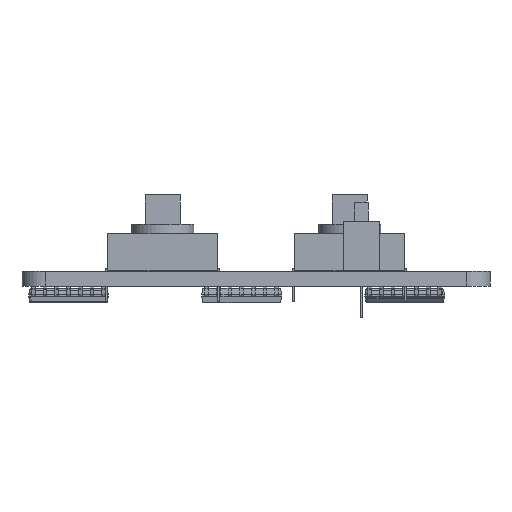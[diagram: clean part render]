
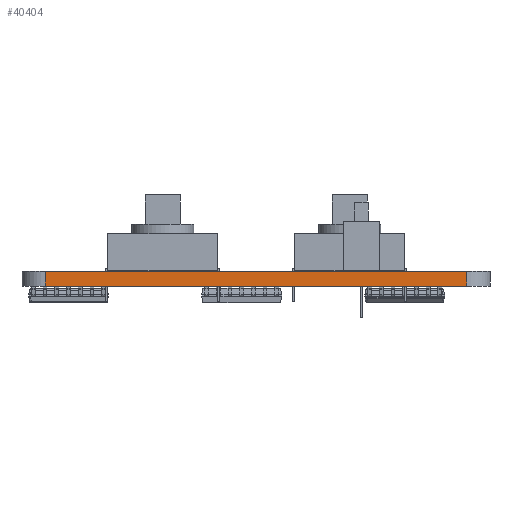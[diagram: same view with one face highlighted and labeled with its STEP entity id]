
A CAD part, left-side view. The second image highlights one B-rep face of the part: STEP entity #40404.
In plain terms, the highlighted planar face has unit normal (-1, 0, 0).
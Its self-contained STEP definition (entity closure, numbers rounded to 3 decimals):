
#33204 = PLANE('',#33205);
#33205 = AXIS2_PLACEMENT_3D('',#33206,#33207,#33208);
#33206 = CARTESIAN_POINT('',(114.918,-92.184,1.6));
#33207 = DIRECTION('',(-0.,-0.,-1.));
#33208 = DIRECTION('',(-1.,0.,0.));
#33263 = PLANE('',#33264);
#33264 = AXIS2_PLACEMENT_3D('',#33265,#33266,#33267);
#33265 = CARTESIAN_POINT('',(114.918,-92.184,0.));
#33266 = DIRECTION('',(-0.,-0.,-1.));
#33267 = DIRECTION('',(-1.,0.,0.));
#33859 = VERTEX_POINT('',#33860);
#33860 = CARTESIAN_POINT('',(81.044,-115.044,0.));
#33879 = CYLINDRICAL_SURFACE('',#33880,2.54);
#33880 = AXIS2_PLACEMENT_3D('',#33881,#33882,#33883);
#33881 = CARTESIAN_POINT('',(83.584,-115.044,0.));
#33882 = DIRECTION('',(-0.,-0.,-1.));
#33883 = DIRECTION('',(1.,0.,-0.));
#33891 = EDGE_CURVE('',#33859,#33892,#33894,.T.);
#33892 = VERTEX_POINT('',#33893);
#33893 = CARTESIAN_POINT('',(81.044,-69.324,0.));
#33894 = SURFACE_CURVE('',#33895,(#33899,#33906),.PCURVE_S1.);
#33895 = LINE('',#33896,#33897);
#33896 = CARTESIAN_POINT('',(81.044,-115.044,0.));
#33897 = VECTOR('',#33898,1.);
#33898 = DIRECTION('',(0.,1.,0.));
#33899 = PCURVE('',#33263,#33900);
#33900 = DEFINITIONAL_REPRESENTATION('',(#33901),#33905);
#33901 = LINE('',#33902,#33903);
#33902 = CARTESIAN_POINT('',(33.873,-22.86));
#33903 = VECTOR('',#33904,1.);
#33904 = DIRECTION('',(0.,1.));
#33905 = ( GEOMETRIC_REPRESENTATION_CONTEXT(2) 
PARAMETRIC_REPRESENTATION_CONTEXT() REPRESENTATION_CONTEXT('2D SPACE',''
  ) );
#33906 = PCURVE('',#33907,#33912);
#33907 = PLANE('',#33908);
#33908 = AXIS2_PLACEMENT_3D('',#33909,#33910,#33911);
#33909 = CARTESIAN_POINT('',(81.044,-115.044,0.));
#33910 = DIRECTION('',(-1.,0.,0.));
#33911 = DIRECTION('',(0.,1.,0.));
#33912 = DEFINITIONAL_REPRESENTATION('',(#33913),#33917);
#33913 = LINE('',#33914,#33915);
#33914 = CARTESIAN_POINT('',(0.,0.));
#33915 = VECTOR('',#33916,1.);
#33916 = DIRECTION('',(1.,0.));
#33917 = ( GEOMETRIC_REPRESENTATION_CONTEXT(2) 
PARAMETRIC_REPRESENTATION_CONTEXT() REPRESENTATION_CONTEXT('2D SPACE',''
  ) );
#33940 = CYLINDRICAL_SURFACE('',#33941,2.54);
#33941 = AXIS2_PLACEMENT_3D('',#33942,#33943,#33944);
#33942 = CARTESIAN_POINT('',(83.584,-69.324,0.));
#33943 = DIRECTION('',(-0.,-0.,-1.));
#33944 = DIRECTION('',(1.,0.,-0.));
#37406 = VERTEX_POINT('',#37407);
#37407 = CARTESIAN_POINT('',(81.044,-115.044,1.6));
#37433 = EDGE_CURVE('',#37406,#37434,#37436,.T.);
#37434 = VERTEX_POINT('',#37435);
#37435 = CARTESIAN_POINT('',(81.044,-69.324,1.6));
#37436 = SURFACE_CURVE('',#37437,(#37441,#37448),.PCURVE_S1.);
#37437 = LINE('',#37438,#37439);
#37438 = CARTESIAN_POINT('',(81.044,-115.044,1.6));
#37439 = VECTOR('',#37440,1.);
#37440 = DIRECTION('',(0.,1.,0.));
#37441 = PCURVE('',#33204,#37442);
#37442 = DEFINITIONAL_REPRESENTATION('',(#37443),#37447);
#37443 = LINE('',#37444,#37445);
#37444 = CARTESIAN_POINT('',(33.873,-22.86));
#37445 = VECTOR('',#37446,1.);
#37446 = DIRECTION('',(0.,1.));
#37447 = ( GEOMETRIC_REPRESENTATION_CONTEXT(2) 
PARAMETRIC_REPRESENTATION_CONTEXT() REPRESENTATION_CONTEXT('2D SPACE',''
  ) );
#37448 = PCURVE('',#33907,#37449);
#37449 = DEFINITIONAL_REPRESENTATION('',(#37450),#37454);
#37450 = LINE('',#37451,#37452);
#37451 = CARTESIAN_POINT('',(0.,-1.6));
#37452 = VECTOR('',#37453,1.);
#37453 = DIRECTION('',(1.,0.));
#37454 = ( GEOMETRIC_REPRESENTATION_CONTEXT(2) 
PARAMETRIC_REPRESENTATION_CONTEXT() REPRESENTATION_CONTEXT('2D SPACE',''
  ) );
#40356 = EDGE_CURVE('',#33892,#37434,#40357,.T.);
#40357 = SURFACE_CURVE('',#40358,(#40362,#40369),.PCURVE_S1.);
#40358 = LINE('',#40359,#40360);
#40359 = CARTESIAN_POINT('',(81.044,-69.324,0.));
#40360 = VECTOR('',#40361,1.);
#40361 = DIRECTION('',(0.,0.,1.));
#40362 = PCURVE('',#33940,#40363);
#40363 = DEFINITIONAL_REPRESENTATION('',(#40364),#40368);
#40364 = LINE('',#40365,#40366);
#40365 = CARTESIAN_POINT('',(-3.142,0.));
#40366 = VECTOR('',#40367,1.);
#40367 = DIRECTION('',(-0.,-1.));
#40368 = ( GEOMETRIC_REPRESENTATION_CONTEXT(2) 
PARAMETRIC_REPRESENTATION_CONTEXT() REPRESENTATION_CONTEXT('2D SPACE',''
  ) );
#40369 = PCURVE('',#33907,#40370);
#40370 = DEFINITIONAL_REPRESENTATION('',(#40371),#40375);
#40371 = LINE('',#40372,#40373);
#40372 = CARTESIAN_POINT('',(45.72,0.));
#40373 = VECTOR('',#40374,1.);
#40374 = DIRECTION('',(0.,-1.));
#40375 = ( GEOMETRIC_REPRESENTATION_CONTEXT(2) 
PARAMETRIC_REPRESENTATION_CONTEXT() REPRESENTATION_CONTEXT('2D SPACE',''
  ) );
#40404 = ADVANCED_FACE('',(#40405),#33907,.T.);
#40405 = FACE_BOUND('',#40406,.T.);
#40406 = EDGE_LOOP('',(#40407,#40428,#40429,#40430));
#40407 = ORIENTED_EDGE('',*,*,#40408,.T.);
#40408 = EDGE_CURVE('',#33859,#37406,#40409,.T.);
#40409 = SURFACE_CURVE('',#40410,(#40414,#40421),.PCURVE_S1.);
#40410 = LINE('',#40411,#40412);
#40411 = CARTESIAN_POINT('',(81.044,-115.044,0.));
#40412 = VECTOR('',#40413,1.);
#40413 = DIRECTION('',(0.,0.,1.));
#40414 = PCURVE('',#33907,#40415);
#40415 = DEFINITIONAL_REPRESENTATION('',(#40416),#40420);
#40416 = LINE('',#40417,#40418);
#40417 = CARTESIAN_POINT('',(0.,0.));
#40418 = VECTOR('',#40419,1.);
#40419 = DIRECTION('',(0.,-1.));
#40420 = ( GEOMETRIC_REPRESENTATION_CONTEXT(2) 
PARAMETRIC_REPRESENTATION_CONTEXT() REPRESENTATION_CONTEXT('2D SPACE',''
  ) );
#40421 = PCURVE('',#33879,#40422);
#40422 = DEFINITIONAL_REPRESENTATION('',(#40423),#40427);
#40423 = LINE('',#40424,#40425);
#40424 = CARTESIAN_POINT('',(-3.142,0.));
#40425 = VECTOR('',#40426,1.);
#40426 = DIRECTION('',(-0.,-1.));
#40427 = ( GEOMETRIC_REPRESENTATION_CONTEXT(2) 
PARAMETRIC_REPRESENTATION_CONTEXT() REPRESENTATION_CONTEXT('2D SPACE',''
  ) );
#40428 = ORIENTED_EDGE('',*,*,#37433,.T.);
#40429 = ORIENTED_EDGE('',*,*,#40356,.F.);
#40430 = ORIENTED_EDGE('',*,*,#33891,.F.);
